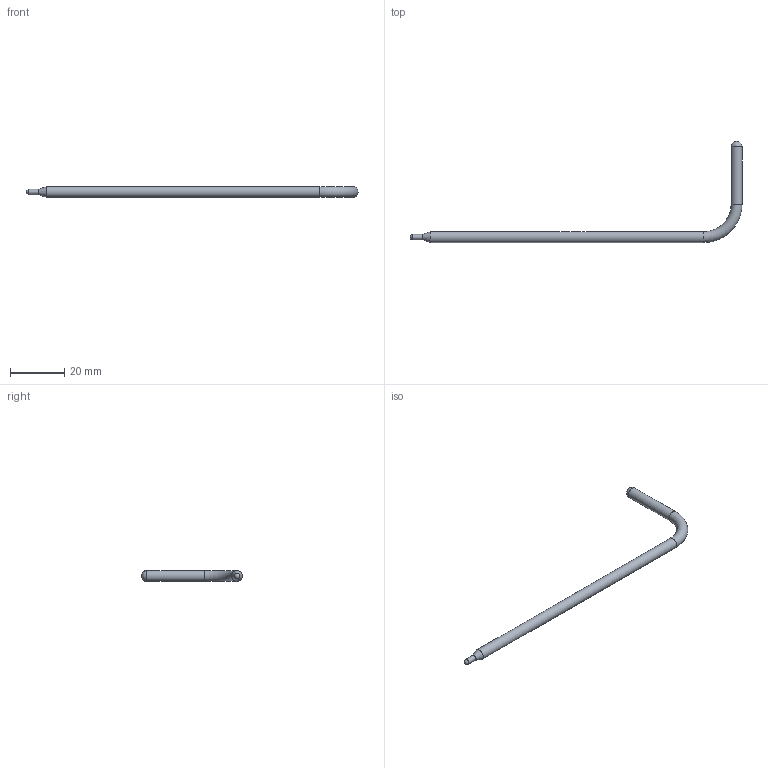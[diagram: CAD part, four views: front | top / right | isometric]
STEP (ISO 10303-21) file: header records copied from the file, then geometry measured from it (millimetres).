
FILE_DESCRIPTION (( 'STEP AP214' ), '1' );
FILE_NAME ('CELSIA_D4L150B.step', '2025-11-20T04:08:44', ( '' ), ( '' ), 'SwSTEP 2.0', 'SolidWorks 2023', '' );
FILE_SCHEMA (( 'AUTOMOTIVE_DESIGN' ));
Length unit declared in the file: millimetre
Products named in the file (1): CELSIA_D4L150B
Bounding box: 121.99 x 37.14 x 4 mm (x, y, z)
Volume: 1815.8 mm3; surface area: 1856.2 mm2
Topology: 1 solids, 1 shells, 171 faces, 451 edges, 298 vertices
Faces by surface type: bspline 72, plane 72, cylinder 23, sphere 2, torus 1, cone 1
Full cylindrical faces by diameter (mm): 2 x1, 4 x2
Entity records: 11025 total; most frequent: CARTESIAN_POINT 7440, ORIENTED_EDGE 876, DIRECTION 471, EDGE_CURVE 438, VERTEX_POINT 294, B_SPLINE_CURVE_WITH_KNOTS 231, EDGE_LOOP 196, FACE_OUTER_BOUND 175
